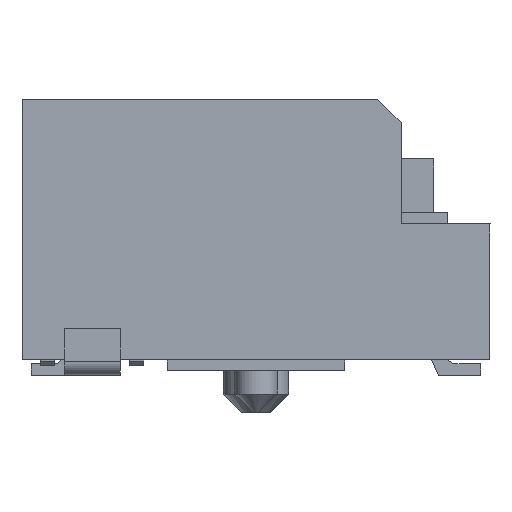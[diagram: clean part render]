
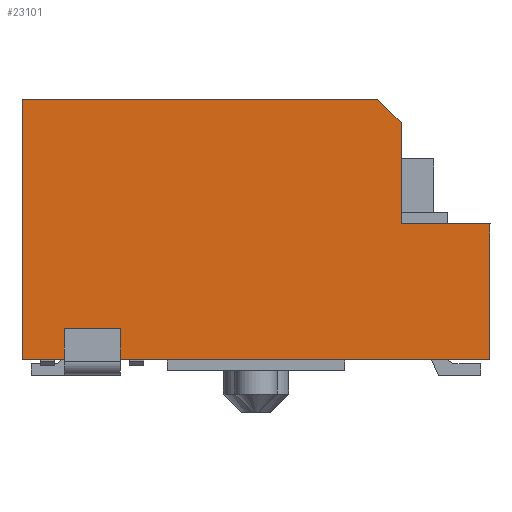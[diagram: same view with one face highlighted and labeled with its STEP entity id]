
A CAD part, front view. The second image highlights one B-rep face of the part: STEP entity #23101.
In plain terms, the highlighted face is planar.
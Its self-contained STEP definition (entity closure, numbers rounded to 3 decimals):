
#604=PLANE('',#24711);
#1853=FACE_OUTER_BOUND('',#3002,.T.);
#3002=EDGE_LOOP('',(#19748,#19749,#19750,#19751,#19752,#19753,#19754));
#5467=LINE('',#35396,#8382);
#5471=LINE('',#35402,#8386);
#5474=LINE('',#35407,#8389);
#5476=LINE('',#35411,#8391);
#5477=LINE('',#35414,#8392);
#5587=LINE('',#35634,#8502);
#5912=LINE('',#36329,#8827);
#8382=VECTOR('',#28859,1.);
#8386=VECTOR('',#28865,1.);
#8389=VECTOR('',#28870,1.);
#8391=VECTOR('',#28874,1.);
#8392=VECTOR('',#28877,1.);
#8502=VECTOR('',#28991,1.);
#8827=VECTOR('',#29622,1.);
#11084=VERTEX_POINT('',#35394);
#11085=VERTEX_POINT('',#35395);
#11086=VERTEX_POINT('',#35400);
#11087=VERTEX_POINT('',#35405);
#11088=VERTEX_POINT('',#35409);
#11089=VERTEX_POINT('',#35413);
#11197=VERTEX_POINT('',#35633);
#13935=EDGE_CURVE('',#11084,#11085,#5467,.T.);
#13939=EDGE_CURVE('',#11085,#11086,#5471,.T.);
#13942=EDGE_CURVE('',#11086,#11087,#5474,.T.);
#13944=EDGE_CURVE('',#11087,#11088,#5476,.T.);
#13945=EDGE_CURVE('',#11089,#11084,#5477,.T.);
#14055=EDGE_CURVE('',#11197,#11089,#5587,.T.);
#14408=EDGE_CURVE('',#11088,#11197,#5912,.T.);
#19748=ORIENTED_EDGE('',*,*,#14055,.T.);
#19749=ORIENTED_EDGE('',*,*,#13945,.T.);
#19750=ORIENTED_EDGE('',*,*,#13935,.T.);
#19751=ORIENTED_EDGE('',*,*,#13939,.T.);
#19752=ORIENTED_EDGE('',*,*,#13942,.T.);
#19753=ORIENTED_EDGE('',*,*,#13944,.T.);
#19754=ORIENTED_EDGE('',*,*,#14408,.T.);
#23101=ADVANCED_FACE('',(#1853),#604,.T.);
#24711=AXIS2_PLACEMENT_3D('',#36328,#29620,#29621);
#28859=DIRECTION('',(0.,1.,0.));
#28865=DIRECTION('',(0.,0.707,-0.707));
#28870=DIRECTION('',(0.,0.,-1.));
#28874=DIRECTION('',(0.,-1.,0.));
#28877=DIRECTION('',(0.,0.,-1.));
#28991=DIRECTION('',(0.,1.,0.));
#29620=DIRECTION('center_axis',(-1.,0.,0.));
#29621=DIRECTION('ref_axis',(0.,0.,1.));
#29622=DIRECTION('',(0.,0.,1.));
#35394=CARTESIAN_POINT('',(-14.2,3.135,3.1));
#35395=CARTESIAN_POINT('',(-14.2,5.3,3.1));
#35396=CARTESIAN_POINT('',(-14.2,3.015,3.1));
#35400=CARTESIAN_POINT('',(-14.2,5.8,2.6));
#35402=CARTESIAN_POINT('',(-14.2,5.3,3.1));
#35405=CARTESIAN_POINT('',(-14.2,5.8,-5.));
#35407=CARTESIAN_POINT('',(-14.2,5.8,0.));
#35409=CARTESIAN_POINT('',(-14.2,0.23,-5.));
#35411=CARTESIAN_POINT('',(-14.2,3.015,-5.));
#35413=CARTESIAN_POINT('',(-14.2,3.135,5.));
#35414=CARTESIAN_POINT('',(-14.2,3.135,0.));
#35633=CARTESIAN_POINT('',(-14.2,0.23,5.));
#35634=CARTESIAN_POINT('',(-14.2,3.015,5.));
#36328=CARTESIAN_POINT('Origin',(-14.2,0.23,-5.));
#36329=CARTESIAN_POINT('',(-14.2,0.23,0.));
